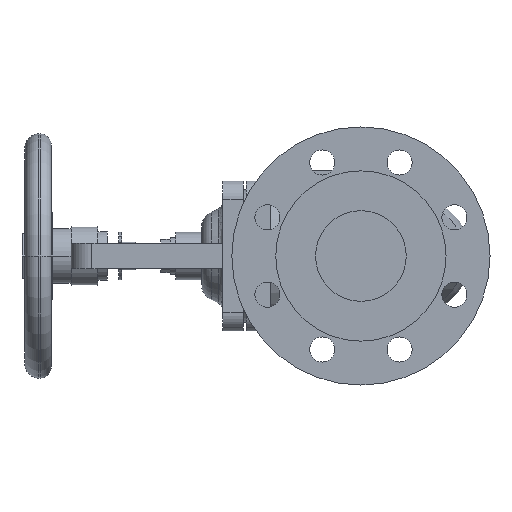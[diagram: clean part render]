
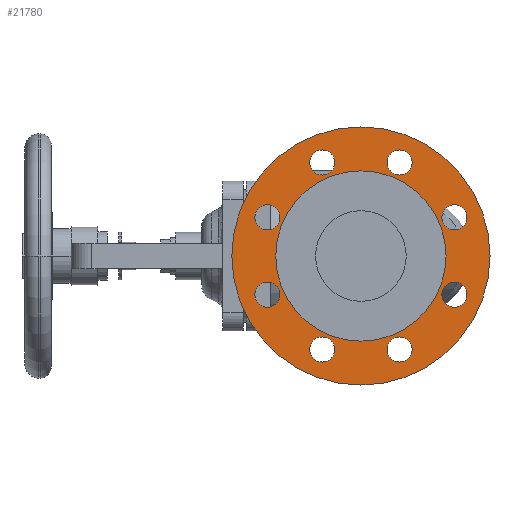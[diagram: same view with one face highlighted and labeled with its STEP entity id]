
A CAD part, left-side view. The second image highlights one B-rep face of the part: STEP entity #21780.
In plain terms, the highlighted planar face has unit normal (-1, 0, 0).
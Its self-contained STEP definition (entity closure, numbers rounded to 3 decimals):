
#10980=CARTESIAN_POINT('',(-142.,0.,-92.5));
#10990=VERTEX_POINT('',#10980);
#11020=CARTESIAN_POINT('',(-142.,0.,0.));
#11030=DIRECTION('',(1.,0.,0.));
#11040=DIRECTION('',(0.,0.,-1.));
#11050=AXIS2_PLACEMENT_3D('',#11020,#11030,#11040);
#11060=CIRCLE('',#11050,92.5);
#11070=CARTESIAN_POINT('',(-142.,0.,92.5));
#11080=VERTEX_POINT('',#11070);
#11090=EDGE_CURVE('',#11080,#10990,#11060,.T.);
#11470=CARTESIAN_POINT('',(-142.,27.745,-57.981));
#11480=VERTEX_POINT('',#11470);
#11640=CARTESIAN_POINT('',(-142.,27.745,-75.981));
#11650=VERTEX_POINT('',#11640);
#11680=CARTESIAN_POINT('',(-142.,27.745,-66.981));
#11690=DIRECTION('',(-1.,0.,0.));
#11700=DIRECTION('',(0.,0.,-1.));
#11710=AXIS2_PLACEMENT_3D('',#11680,#11690,#11700);
#11720=CIRCLE('',#11710,9.);
#11730=EDGE_CURVE('',#11480,#11650,#11720,.T.);
#11960=CARTESIAN_POINT('',(-142.,-27.745,-75.981));
#11970=VERTEX_POINT('',#11960);
#12000=CARTESIAN_POINT('',(-142.,-27.745,-66.981));
#12010=DIRECTION('',(-1.,0.,0.));
#12020=DIRECTION('',(0.,0.,-1.));
#12030=AXIS2_PLACEMENT_3D('',#12000,#12010,#12020);
#12040=CIRCLE('',#12030,9.);
#12050=CARTESIAN_POINT('',(-142.,-27.745,-57.981));
#12060=VERTEX_POINT('',#12050);
#12070=EDGE_CURVE('',#12060,#11970,#12040,.T.);
#12450=CARTESIAN_POINT('',(-142.,66.981,-36.745));
#12460=VERTEX_POINT('',#12450);
#12620=CARTESIAN_POINT('',(-142.,66.981,-18.745));
#12630=VERTEX_POINT('',#12620);
#12660=CARTESIAN_POINT('',(-142.,66.981,-27.745));
#12670=DIRECTION('',(-1.,0.,0.));
#12680=DIRECTION('',(0.,0.,-1.));
#12690=AXIS2_PLACEMENT_3D('',#12660,#12670,#12680);
#12700=CIRCLE('',#12690,9.);
#12710=EDGE_CURVE('',#12460,#12630,#12700,.T.);
#12940=CARTESIAN_POINT('',(-142.,-66.981,-36.745));
#12950=VERTEX_POINT('',#12940);
#13110=CARTESIAN_POINT('',(-142.,-66.981,-18.745));
#13120=VERTEX_POINT('',#13110);
#13150=CARTESIAN_POINT('',(-142.,-66.981,-27.745));
#13160=DIRECTION('',(-1.,0.,0.));
#13170=DIRECTION('',(0.,0.,-1.));
#13180=AXIS2_PLACEMENT_3D('',#13150,#13160,#13170);
#13190=CIRCLE('',#13180,9.);
#13200=EDGE_CURVE('',#12950,#13120,#13190,.T.);
#13430=CARTESIAN_POINT('',(-142.,66.981,36.745));
#13440=VERTEX_POINT('',#13430);
#13470=CARTESIAN_POINT('',(-142.,66.981,27.745));
#13480=DIRECTION('',(-1.,0.,0.));
#13490=DIRECTION('',(0.,0.,-1.));
#13500=AXIS2_PLACEMENT_3D('',#13470,#13480,#13490);
#13510=CIRCLE('',#13500,9.);
#13520=CARTESIAN_POINT('',(-142.,66.981,18.745));
#13530=VERTEX_POINT('',#13520);
#13540=EDGE_CURVE('',#13530,#13440,#13510,.T.);
#13920=CARTESIAN_POINT('',(-142.,-66.981,18.745));
#13930=VERTEX_POINT('',#13920);
#13960=CARTESIAN_POINT('',(-142.,-66.981,27.745));
#13970=DIRECTION('',(-1.,0.,0.));
#13980=DIRECTION('',(0.,0.,-1.));
#13990=AXIS2_PLACEMENT_3D('',#13960,#13970,#13980);
#14000=CIRCLE('',#13990,9.);
#14010=CARTESIAN_POINT('',(-142.,-66.981,36.745));
#14020=VERTEX_POINT('',#14010);
#14030=EDGE_CURVE('',#14020,#13930,#14000,.T.);
#14410=CARTESIAN_POINT('',(-142.,27.745,75.981));
#14420=VERTEX_POINT('',#14410);
#14580=CARTESIAN_POINT('',(-142.,27.745,57.981));
#14590=VERTEX_POINT('',#14580);
#14620=CARTESIAN_POINT('',(-142.,27.745,66.981));
#14630=DIRECTION('',(-1.,0.,0.));
#14640=DIRECTION('',(0.,0.,-1.));
#14650=AXIS2_PLACEMENT_3D('',#14620,#14630,#14640);
#14660=CIRCLE('',#14650,9.);
#14670=EDGE_CURVE('',#14420,#14590,#14660,.T.);
#14900=CARTESIAN_POINT('',(-142.,-27.745,57.981));
#14910=VERTEX_POINT('',#14900);
#14940=CARTESIAN_POINT('',(-142.,-27.745,66.981));
#14950=DIRECTION('',(-1.,0.,0.));
#14960=DIRECTION('',(0.,0.,-1.));
#14970=AXIS2_PLACEMENT_3D('',#14940,#14950,#14960);
#14980=CIRCLE('',#14970,9.);
#14990=CARTESIAN_POINT('',(-142.,-27.745,75.981));
#15000=VERTEX_POINT('',#14990);
#15010=EDGE_CURVE('',#15000,#14910,#14980,.T.);
#15390=CARTESIAN_POINT('',(-142.,61.,0.));
#15400=VERTEX_POINT('',#15390);
#15430=CARTESIAN_POINT('',(-142.,0.,0.));
#15440=DIRECTION('',(-1.,0.,0.));
#15450=DIRECTION('',(0.,1.,0.));
#15460=AXIS2_PLACEMENT_3D('',#15430,#15440,#15450);
#15470=CIRCLE('',#15460,61.);
#15480=CARTESIAN_POINT('',(-142.,-61.,0.));
#15490=VERTEX_POINT('',#15480);
#15500=EDGE_CURVE('',#15490,#15400,#15470,.T.);
#21230=CARTESIAN_POINT('',(-142.,76.75,0.));
#21240=DIRECTION('',(1.,0.,0.));
#21250=DIRECTION('',(0.,-1.,0.));
#21260=AXIS2_PLACEMENT_3D('',#21230,#21240,#21250);
#21270=PLANE('',#21260);
#21280=ORIENTED_EDGE('',*,*,#15500,.F.);
#21290=EDGE_CURVE('',#15400,#15490,#15470,.T.);
#21300=ORIENTED_EDGE('',*,*,#21290,.F.);
#21310=EDGE_LOOP('',(#21300,#21280));
#21320=FACE_BOUND('',#21310,.T.);
#21330=ORIENTED_EDGE('',*,*,#11090,.F.);
#21340=EDGE_CURVE('',#10990,#11080,#11060,.T.);
#21350=ORIENTED_EDGE('',*,*,#21340,.F.);
#21360=EDGE_LOOP('',(#21350,#21330));
#21370=FACE_OUTER_BOUND('',#21360,.T.);
#21380=EDGE_CURVE('',#11650,#11480,#11720,.T.);
#21390=ORIENTED_EDGE('',*,*,#21380,.F.);
#21400=ORIENTED_EDGE('',*,*,#11730,.F.);
#21410=EDGE_LOOP('',(#21400,#21390));
#21420=FACE_BOUND('',#21410,.T.);
#21430=ORIENTED_EDGE('',*,*,#12070,.F.);
#21440=EDGE_CURVE('',#11970,#12060,#12040,.T.);
#21450=ORIENTED_EDGE('',*,*,#21440,.F.);
#21460=EDGE_LOOP('',(#21450,#21430));
#21470=FACE_BOUND('',#21460,.T.);
#21480=EDGE_CURVE('',#12630,#12460,#12700,.T.);
#21490=ORIENTED_EDGE('',*,*,#21480,.F.);
#21500=ORIENTED_EDGE('',*,*,#12710,.F.);
#21510=EDGE_LOOP('',(#21500,#21490));
#21520=FACE_BOUND('',#21510,.T.);
#21530=EDGE_CURVE('',#13120,#12950,#13190,.T.);
#21540=ORIENTED_EDGE('',*,*,#21530,.F.);
#21550=ORIENTED_EDGE('',*,*,#13200,.F.);
#21560=EDGE_LOOP('',(#21550,#21540));
#21570=FACE_BOUND('',#21560,.T.);
#21580=ORIENTED_EDGE('',*,*,#13540,.F.);
#21590=EDGE_CURVE('',#13440,#13530,#13510,.T.);
#21600=ORIENTED_EDGE('',*,*,#21590,.F.);
#21610=EDGE_LOOP('',(#21600,#21580));
#21620=FACE_BOUND('',#21610,.T.);
#21630=EDGE_CURVE('',#13930,#14020,#14000,.T.);
#21640=ORIENTED_EDGE('',*,*,#21630,.F.);
#21650=ORIENTED_EDGE('',*,*,#14030,.F.);
#21660=EDGE_LOOP('',(#21650,#21640));
#21670=FACE_BOUND('',#21660,.T.);
#21680=EDGE_CURVE('',#14590,#14420,#14660,.T.);
#21690=ORIENTED_EDGE('',*,*,#21680,.F.);
#21700=ORIENTED_EDGE('',*,*,#14670,.F.);
#21710=EDGE_LOOP('',(#21700,#21690));
#21720=FACE_BOUND('',#21710,.T.);
#21730=ORIENTED_EDGE('',*,*,#15010,.F.);
#21740=EDGE_CURVE('',#14910,#15000,#14980,.T.);
#21750=ORIENTED_EDGE('',*,*,#21740,.F.);
#21760=EDGE_LOOP('',(#21750,#21730));
#21770=FACE_BOUND('',#21760,.T.);
#21780=ADVANCED_FACE('',(#21320,#21370,#21420,#21470,#21520,#21570,
#21620,#21670,#21720,#21770),#21270,.F.);
